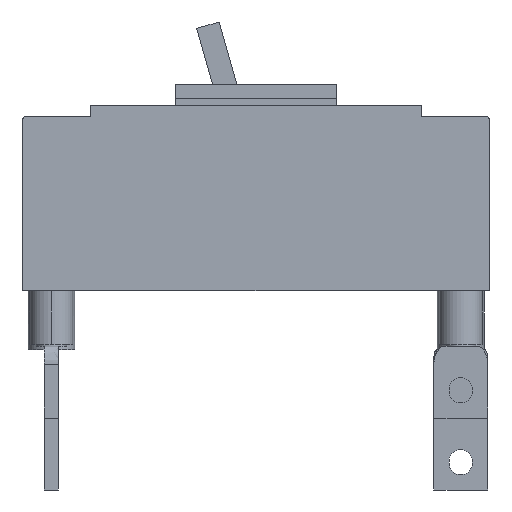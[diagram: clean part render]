
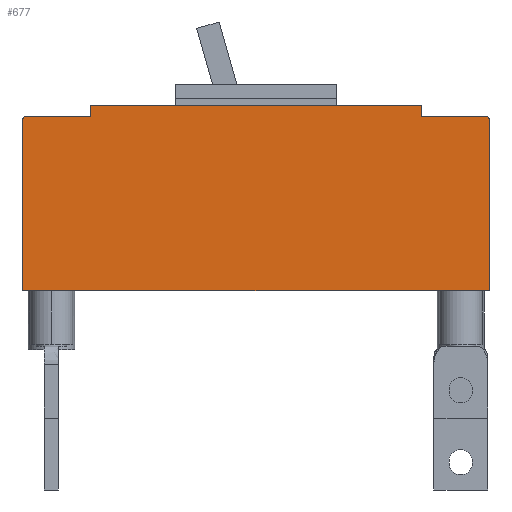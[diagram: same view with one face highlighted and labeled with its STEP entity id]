
A CAD part, left-side view. The second image highlights one B-rep face of the part: STEP entity #677.
In plain terms, the highlighted planar face has unit normal (-1, 0, 0).
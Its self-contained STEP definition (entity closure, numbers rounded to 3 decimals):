
#677 = ADVANCED_FACE ( 'NONE', ( #14247 ), #11099, .F. ) ;
#796 = LINE ( 'NONE', #4982, #8912 ) ;
#1091 = DIRECTION ( 'NONE',  ( 0., -1., 0. ) ) ;
#1635 = ORIENTED_EDGE ( 'NONE', *, *, #19647, .T. ) ;
#1907 = CARTESIAN_POINT ( 'NONE',  ( -70., 130., 0. ) ) ;
#2018 = DIRECTION ( 'NONE',  ( 0., 0., -1. ) ) ;
#2245 = AXIS2_PLACEMENT_3D ( 'NONE', #19033, #9354, #20661 ) ;
#2762 = EDGE_CURVE ( 'NONE', #7785, #3241, #20988, .T. ) ;
#2924 = EDGE_CURVE ( 'NONE', #11871, #14104, #20235, .T. ) ;
#3013 = DIRECTION ( 'NONE',  ( 0., 1., 0. ) ) ;
#3241 = VERTEX_POINT ( 'NONE', #4426 ) ;
#3501 = ORIENTED_EDGE ( 'NONE', *, *, #2924, .F. ) ;
#3964 = CARTESIAN_POINT ( 'NONE',  ( -70., -130., 95. ) ) ;
#4015 = VECTOR ( 'NONE', #6948, 1000. ) ;
#4092 = AXIS2_PLACEMENT_3D ( 'NONE', #6685, #18021, #8327 ) ;
#4426 = CARTESIAN_POINT ( 'NONE',  ( -70., -128., 97. ) ) ;
#4527 = LINE ( 'NONE', #13430, #4015 ) ;
#4540 = VECTOR ( 'NONE', #6335, 1000. ) ;
#4982 = CARTESIAN_POINT ( 'NONE',  ( -70., -130., 97. ) ) ;
#5182 = ORIENTED_EDGE ( 'NONE', *, *, #16520, .F. ) ;
#5213 = CARTESIAN_POINT ( 'NONE',  ( -70., -92., 97. ) ) ;
#5575 = ORIENTED_EDGE ( 'NONE', *, *, #17011, .F. ) ;
#5844 = EDGE_LOOP ( 'NONE', ( #5575, #16388, #7409, #1635, #5182, #3501, #19852, #7493, #20783, #20928 ) ) ;
#6242 = VERTEX_POINT ( 'NONE', #11971 ) ;
#6335 = DIRECTION ( 'NONE',  ( 0., 0., -1. ) ) ;
#6368 = CARTESIAN_POINT ( 'NONE',  ( -70., -92., 102.95 ) ) ;
#6644 = VECTOR ( 'NONE', #6784, 1000. ) ;
#6685 = CARTESIAN_POINT ( 'NONE',  ( -70., 128., 95. ) ) ;
#6784 = DIRECTION ( 'NONE',  ( 0., -1., 0. ) ) ;
#6948 = DIRECTION ( 'NONE',  ( 0., -1., 0. ) ) ;
#7033 = LINE ( 'NONE', #5213, #11869 ) ;
#7409 = ORIENTED_EDGE ( 'NONE', *, *, #9479, .F. ) ;
#7493 = ORIENTED_EDGE ( 'NONE', *, *, #12442, .T. ) ;
#7785 = VERTEX_POINT ( 'NONE', #3964 ) ;
#7964 = CARTESIAN_POINT ( 'NONE',  ( -70., 130., 103. ) ) ;
#8327 = DIRECTION ( 'NONE',  ( 0., 1., 0. ) ) ;
#8912 = VECTOR ( 'NONE', #9854, 1000. ) ;
#9322 = CARTESIAN_POINT ( 'NONE',  ( -70., 130., 0. ) ) ;
#9354 = DIRECTION ( 'NONE',  ( -1., 0., 0. ) ) ;
#9479 = EDGE_CURVE ( 'NONE', #13106, #3241, #796, .T. ) ;
#9854 = DIRECTION ( 'NONE',  ( 0., -1., 0. ) ) ;
#9964 = EDGE_CURVE ( 'NONE', #13737, #6242, #10979, .T. ) ;
#10772 = VERTEX_POINT ( 'NONE', #20356 ) ;
#10842 = LINE ( 'NONE', #10949, #15144 ) ;
#10949 = CARTESIAN_POINT ( 'NONE',  ( -70., 92., 102.95 ) ) ;
#10979 = LINE ( 'NONE', #1907, #6644 ) ;
#11099 = PLANE ( 'NONE',  #19992 ) ;
#11266 = CARTESIAN_POINT ( 'NONE',  ( -70., 130., 95. ) ) ;
#11869 = VECTOR ( 'NONE', #14918, 1000. ) ;
#11871 = VERTEX_POINT ( 'NONE', #15814 ) ;
#11971 = CARTESIAN_POINT ( 'NONE',  ( -70., -130., 0. ) ) ;
#12442 = EDGE_CURVE ( 'NONE', #10772, #13308, #18115, .T. ) ;
#12738 = DIRECTION ( 'NONE',  ( 1., 0., 0. ) ) ;
#13106 = VERTEX_POINT ( 'NONE', #13486 ) ;
#13308 = VERTEX_POINT ( 'NONE', #11266 ) ;
#13430 = CARTESIAN_POINT ( 'NONE',  ( -70., 130., 97. ) ) ;
#13486 = CARTESIAN_POINT ( 'NONE',  ( -70., -92., 97. ) ) ;
#13659 = LINE ( 'NONE', #7964, #4540 ) ;
#13737 = VERTEX_POINT ( 'NONE', #9322 ) ;
#14104 = VERTEX_POINT ( 'NONE', #18862 ) ;
#14247 = FACE_OUTER_BOUND ( 'NONE', #5844, .T. ) ;
#14597 = VECTOR ( 'NONE', #2018, 1000. ) ;
#14918 = DIRECTION ( 'NONE',  ( 0., 0., 1. ) ) ;
#15144 = VECTOR ( 'NONE', #1091, 1000. ) ;
#15593 = LINE ( 'NONE', #16607, #14597 ) ;
#15814 = CARTESIAN_POINT ( 'NONE',  ( -70., 92., 97. ) ) ;
#15921 = VECTOR ( 'NONE', #16144, 1000. ) ;
#16144 = DIRECTION ( 'NONE',  ( 0., 0., 1. ) ) ;
#16388 = ORIENTED_EDGE ( 'NONE', *, *, #2762, .T. ) ;
#16410 = EDGE_CURVE ( 'NONE', #10772, #11871, #4527, .T. ) ;
#16520 = EDGE_CURVE ( 'NONE', #14104, #20605, #10842, .T. ) ;
#16607 = CARTESIAN_POINT ( 'NONE',  ( -70., -130., 103. ) ) ;
#17011 = EDGE_CURVE ( 'NONE', #7785, #6242, #15593, .T. ) ;
#17532 = CARTESIAN_POINT ( 'NONE',  ( -70., 130., 103. ) ) ;
#17765 = CARTESIAN_POINT ( 'NONE',  ( -70., 92., 97. ) ) ;
#18021 = DIRECTION ( 'NONE',  ( -1., 0., 0. ) ) ;
#18115 = CIRCLE ( 'NONE', #4092, 2. ) ;
#18862 = CARTESIAN_POINT ( 'NONE',  ( -70., 92., 102.95 ) ) ;
#19033 = CARTESIAN_POINT ( 'NONE',  ( -70., -128., 95. ) ) ;
#19478 = EDGE_CURVE ( 'NONE', #13308, #13737, #13659, .T. ) ;
#19647 = EDGE_CURVE ( 'NONE', #13106, #20605, #7033, .T. ) ;
#19852 = ORIENTED_EDGE ( 'NONE', *, *, #16410, .F. ) ;
#19992 = AXIS2_PLACEMENT_3D ( 'NONE', #17532, #12738, #3013 ) ;
#20235 = LINE ( 'NONE', #17765, #15921 ) ;
#20356 = CARTESIAN_POINT ( 'NONE',  ( -70., 128., 97. ) ) ;
#20605 = VERTEX_POINT ( 'NONE', #6368 ) ;
#20661 = DIRECTION ( 'NONE',  ( 0., 1., 0. ) ) ;
#20783 = ORIENTED_EDGE ( 'NONE', *, *, #19478, .T. ) ;
#20928 = ORIENTED_EDGE ( 'NONE', *, *, #9964, .T. ) ;
#20988 = CIRCLE ( 'NONE', #2245, 2. ) ;
